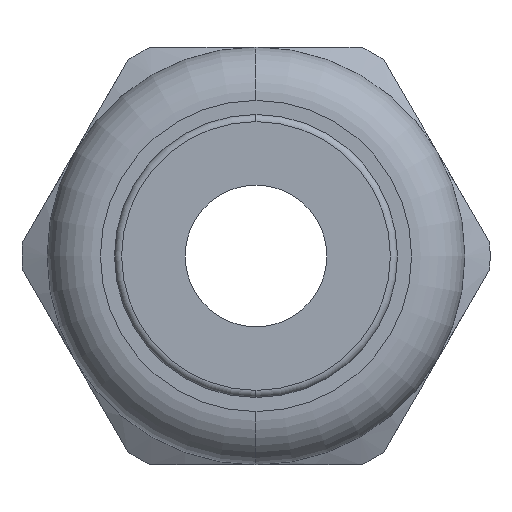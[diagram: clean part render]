
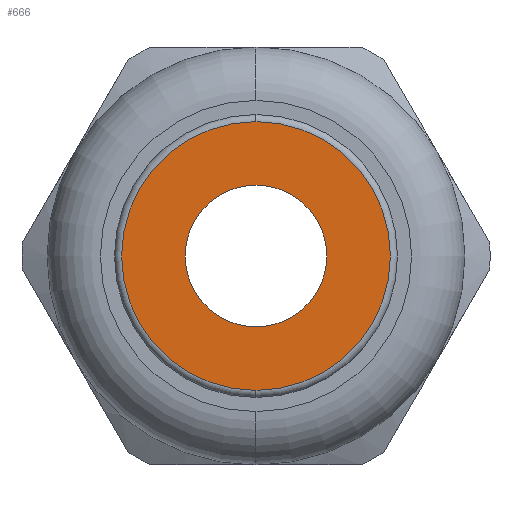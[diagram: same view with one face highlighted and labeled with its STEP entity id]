
A CAD part, left-side view. The second image highlights one B-rep face of the part: STEP entity #666.
In plain terms, the highlighted planar face has unit normal (-1, 0, 0).
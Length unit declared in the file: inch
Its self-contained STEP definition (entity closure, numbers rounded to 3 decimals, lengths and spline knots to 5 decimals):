
#51 = DIRECTION ( 'NONE',  ( 0., 0., 1. ) ) ;
#52 = DIRECTION ( 'NONE',  ( -1., 0., 0. ) ) ;
#53 = CIRCLE ( 'NONE', #70, 0.1 ) ;
#68 = CARTESIAN_POINT ( 'NONE',  ( -0.8, 0., 0.1 ) ) ;
#69 = CARTESIAN_POINT ( 'NONE',  ( -0.8, 0., -0.1 ) ) ;
#70 = AXIS2_PLACEMENT_3D ( 'NONE', #72, #52, #51 ) ;
#72 = CARTESIAN_POINT ( 'NONE',  ( -0.8, 0., 0. ) ) ;
#151 = CARTESIAN_POINT ( 'NONE',  ( -0.8, 0., 0. ) ) ;
#193 = DIRECTION ( 'NONE',  ( 0., 0., -1. ) ) ;
#194 = DIRECTION ( 'NONE',  ( 1., 0., 0. ) ) ;
#195 = CARTESIAN_POINT ( 'NONE',  ( -0.8, 0.1, 0. ) ) ;
#196 = AXIS2_PLACEMENT_3D ( 'NONE', #195, #194, #193 ) ;
#197 = PLANE ( 'NONE',  #196 ) ;
#198 = FACE_OUTER_BOUND ( 'NONE', #654, .T. ) ;
#199 = DIRECTION ( 'NONE',  ( 0., 0., 1. ) ) ;
#200 = DIRECTION ( 'NONE',  ( -1., 0., 0. ) ) ;
#201 = CARTESIAN_POINT ( 'NONE',  ( -0.8, 0., 0. ) ) ;
#202 = AXIS2_PLACEMENT_3D ( 'NONE', #201, #200, #199 ) ;
#203 = CIRCLE ( 'NONE', #202, 0.18975 ) ;
#204 = FACE_BOUND ( 'NONE', #559, .T. ) ;
#210 = DIRECTION ( 'NONE',  ( 0., 0., 1. ) ) ;
#211 = DIRECTION ( 'NONE',  ( -1., 0., 0. ) ) ;
#212 = AXIS2_PLACEMENT_3D ( 'NONE', #151, #211, #210 ) ;
#213 = CIRCLE ( 'NONE', #212, 0.1 ) ;
#373 = VERTEX_POINT ( 'NONE', #68 ) ;
#374 = VERTEX_POINT ( 'NONE', #69 ) ;
#375 = EDGE_CURVE ( 'NONE', #374, #373, #53, .T. ) ;
#559 = EDGE_LOOP ( 'NONE', ( #651, #653 ) ) ;
#600 = VERTEX_POINT ( 'NONE', #2957 ) ;
#602 = EDGE_CURVE ( 'NONE', #603, #600, #2955, .T. ) ;
#603 = VERTEX_POINT ( 'NONE', #2950 ) ;
#651 = ORIENTED_EDGE ( 'NONE', *, *, #652, .F. ) ;
#652 = EDGE_CURVE ( 'NONE', #373, #374, #213, .T. ) ;
#653 = ORIENTED_EDGE ( 'NONE', *, *, #375, .F. ) ;
#654 = EDGE_LOOP ( 'NONE', ( #655, #656 ) ) ;
#655 = ORIENTED_EDGE ( 'NONE', *, *, #602, .T. ) ;
#656 = ORIENTED_EDGE ( 'NONE', *, *, #665, .T. ) ;
#665 = EDGE_CURVE ( 'NONE', #600, #603, #203, .T. ) ;
#666 = ADVANCED_FACE ( 'NONE', ( #204, #198 ), #197, .F. ) ;
#2950 = CARTESIAN_POINT ( 'NONE',  ( -0.8, 0., 0.18975 ) ) ;
#2951 = DIRECTION ( 'NONE',  ( 0., 0., 1. ) ) ;
#2952 = DIRECTION ( 'NONE',  ( -1., 0., 0. ) ) ;
#2953 = CARTESIAN_POINT ( 'NONE',  ( -0.8, 0., 0. ) ) ;
#2954 = AXIS2_PLACEMENT_3D ( 'NONE', #2953, #2952, #2951 ) ;
#2955 = CIRCLE ( 'NONE', #2954, 0.18975 ) ;
#2957 = CARTESIAN_POINT ( 'NONE',  ( -0.8, 0., -0.18975 ) ) ;
